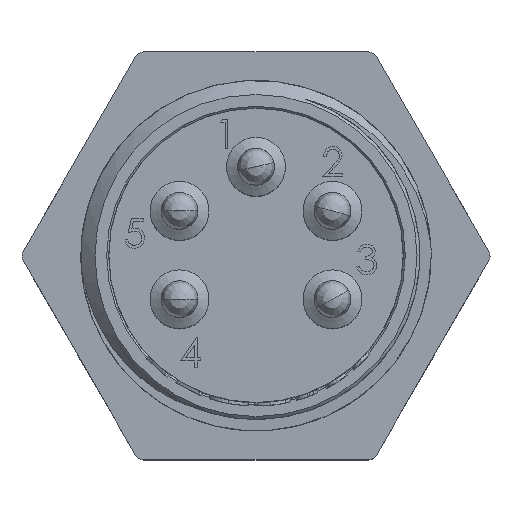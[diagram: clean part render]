
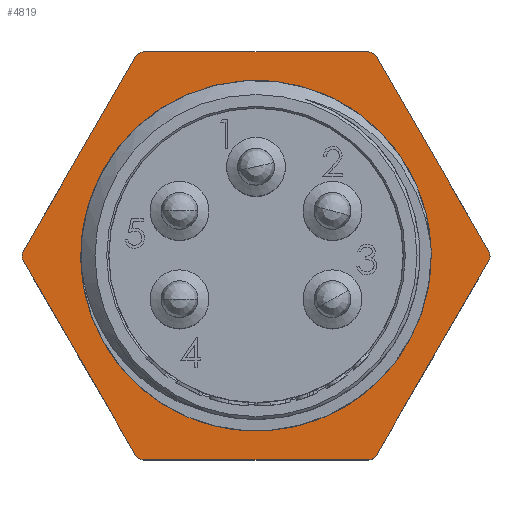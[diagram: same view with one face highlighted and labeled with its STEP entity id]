
A CAD part, top view. The second image highlights one B-rep face of the part: STEP entity #4819.
In plain terms, the highlighted planar face has unit normal (0, 0, 1).
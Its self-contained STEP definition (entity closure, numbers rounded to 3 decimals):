
#162=FACE_BOUND($,#1372,.T.);
#235=CIRCLE($,#5116,0.508);
#257=CIRCLE($,#5149,9.258);
#270=CIRCLE($,#5193,0.508);
#271=CIRCLE($,#5194,0.508);
#272=CIRCLE($,#5195,0.508);
#273=CIRCLE($,#5196,0.508);
#274=CIRCLE($,#5197,0.508);
#1032=FACE_OUTER_BOUND($,#1371,.T.);
#1371=EDGE_LOOP($,(#3530,#3531,#3532,#3533,#3534,#3535,#3536,#3537,#3538,
#3539,#3540,#3541));
#1372=EDGE_LOOP($,(#3542));
#1689=LINE($,#8307,#1961);
#1691=LINE($,#8311,#1963);
#1694=LINE($,#8317,#1966);
#1697=LINE($,#8323,#1969);
#1700=LINE($,#8329,#1972);
#1702=LINE($,#8334,#1974);
#1961=VECTOR($,#5654,12.113);
#1963=VECTOR($,#5658,12.113);
#1966=VECTOR($,#5663,12.113);
#1969=VECTOR($,#5668,12.113);
#1972=VECTOR($,#5673,12.113);
#1974=VECTOR($,#5677,12.113);
#2248=VERTEX_POINT($,#7889);
#2249=VERTEX_POINT($,#7891);
#2271=VERTEX_POINT($,#7947);
#2318=VERTEX_POINT($,#8306);
#2319=VERTEX_POINT($,#8310);
#2320=VERTEX_POINT($,#8314);
#2321=VERTEX_POINT($,#8316);
#2322=VERTEX_POINT($,#8320);
#2323=VERTEX_POINT($,#8322);
#2324=VERTEX_POINT($,#8326);
#2325=VERTEX_POINT($,#8328);
#2326=VERTEX_POINT($,#8332);
#2327=VERTEX_POINT($,#8333);
#2723=EDGE_CURVE($,#2249,#2248,#235,.T.);
#2746=EDGE_CURVE($,#2271,#2271,#257,.T.);
#2798=EDGE_CURVE($,#2248,#2318,#1689,.T.);
#2800=EDGE_CURVE($,#2319,#2249,#1691,.T.);
#2803=EDGE_CURVE($,#2321,#2320,#1694,.T.);
#2806=EDGE_CURVE($,#2323,#2322,#1697,.T.);
#2809=EDGE_CURVE($,#2325,#2324,#1700,.T.);
#2811=EDGE_CURVE($,#2326,#2327,#1702,.T.);
#2814=EDGE_CURVE($,#2318,#2326,#270,.T.);
#2815=EDGE_CURVE($,#2327,#2325,#271,.T.);
#2816=EDGE_CURVE($,#2324,#2323,#272,.T.);
#2817=EDGE_CURVE($,#2322,#2321,#273,.T.);
#2818=EDGE_CURVE($,#2320,#2319,#274,.T.);
#3530=ORIENTED_EDGE($,*,*,#2800,.T.);
#3531=ORIENTED_EDGE($,*,*,#2723,.T.);
#3532=ORIENTED_EDGE($,*,*,#2798,.T.);
#3533=ORIENTED_EDGE($,*,*,#2814,.T.);
#3534=ORIENTED_EDGE($,*,*,#2811,.T.);
#3535=ORIENTED_EDGE($,*,*,#2815,.T.);
#3536=ORIENTED_EDGE($,*,*,#2809,.T.);
#3537=ORIENTED_EDGE($,*,*,#2816,.T.);
#3538=ORIENTED_EDGE($,*,*,#2806,.T.);
#3539=ORIENTED_EDGE($,*,*,#2817,.T.);
#3540=ORIENTED_EDGE($,*,*,#2803,.T.);
#3541=ORIENTED_EDGE($,*,*,#2818,.T.);
#3542=ORIENTED_EDGE($,*,*,#2746,.T.);
#4664=PLANE($,#5192);
#4819=ADVANCED_FACE($,(#1032,#162),#4664,.T.);
#5116=AXIS2_PLACEMENT_3D($,#7892,#5519,#5520);
#5149=AXIS2_PLACEMENT_3D($,#7948,#5586,#5587);
#5192=AXIS2_PLACEMENT_3D($,#8343,#5692,#5693);
#5193=AXIS2_PLACEMENT_3D($,#8344,#5694,#5695);
#5194=AXIS2_PLACEMENT_3D($,#8345,#5696,#5697);
#5195=AXIS2_PLACEMENT_3D($,#8346,#5698,#5699);
#5196=AXIS2_PLACEMENT_3D($,#8347,#5700,#5701);
#5197=AXIS2_PLACEMENT_3D($,#8348,#5702,#5703);
#5519=DIRECTION('center_axis',(0.,0.,1.));
#5520=DIRECTION('ref_axis',(1.,0.,0.));
#5586=DIRECTION('center_axis',(0.,0.,-1.));
#5587=DIRECTION('ref_axis',(1.,0.,0.));
#5654=DIRECTION($,(-0.5,0.866,0.));
#5658=DIRECTION($,(0.5,0.866,0.));
#5663=DIRECTION($,(1.,0.,0.));
#5668=DIRECTION($,(0.5,-0.866,0.));
#5673=DIRECTION($,(-0.5,-0.866,0.));
#5677=DIRECTION($,(-1.,0.,0.));
#5692=DIRECTION('center_axis',(0.,0.,1.));
#5693=DIRECTION('ref_axis',(1.,0.,0.));
#5694=DIRECTION('center_axis',(0.,0.,1.));
#5695=DIRECTION('ref_axis',(1.,0.,0.));
#5696=DIRECTION('center_axis',(0.,0.,1.));
#5697=DIRECTION('ref_axis',(1.,0.,0.));
#5698=DIRECTION('center_axis',(0.,0.,1.));
#5699=DIRECTION('ref_axis',(1.,0.,0.));
#5700=DIRECTION('center_axis',(0.,0.,1.));
#5701=DIRECTION('ref_axis',(1.,0.,0.));
#5702=DIRECTION('center_axis',(0.,0.,1.));
#5703=DIRECTION('ref_axis',(1.,0.,0.));
#7889=CARTESIAN_POINT('',(12.553,0.254,-9.525));
#7891=CARTESIAN_POINT('',(12.553,-0.254,-9.525));
#7892=CARTESIAN_POINT('Origin',(12.113,0.,
-9.525));
#7947=CARTESIAN_POINT('',(9.258,0.,-9.525));
#7948=CARTESIAN_POINT('Origin',(0.,0.,-9.525));
#8306=CARTESIAN_POINT('',(6.496,10.744,-9.525));
#8307=CARTESIAN_POINT($,(12.553,0.254,-9.525));
#8310=CARTESIAN_POINT('',(6.496,-10.744,-9.525));
#8311=CARTESIAN_POINT($,(6.496,-10.744,-9.525));
#8314=CARTESIAN_POINT('',(6.057,-10.998,-9.525));
#8316=CARTESIAN_POINT('',(-6.057,-10.998,-9.525));
#8317=CARTESIAN_POINT($,(-6.057,-10.998,-9.525));
#8320=CARTESIAN_POINT('',(-6.496,-10.744,-9.525));
#8322=CARTESIAN_POINT('',(-12.553,-0.254,-9.525));
#8323=CARTESIAN_POINT($,(-12.553,-0.254,-9.525));
#8326=CARTESIAN_POINT('',(-12.553,0.254,-9.525));
#8328=CARTESIAN_POINT('',(-6.496,10.744,-9.525));
#8329=CARTESIAN_POINT($,(-6.496,10.744,-9.525));
#8332=CARTESIAN_POINT('',(6.057,10.998,-9.525));
#8333=CARTESIAN_POINT('',(-6.057,10.998,-9.525));
#8334=CARTESIAN_POINT($,(6.057,10.998,-9.525));
#8343=CARTESIAN_POINT('Origin',(0.,0.,-9.525));
#8344=CARTESIAN_POINT('Origin',(6.057,10.49,-9.525));
#8345=CARTESIAN_POINT('Origin',(-6.057,10.49,-9.525));
#8346=CARTESIAN_POINT('Origin',(-12.113,0.,
-9.525));
#8347=CARTESIAN_POINT('Origin',(-6.057,-10.49,-9.525));
#8348=CARTESIAN_POINT('Origin',(6.057,-10.49,-9.525));
